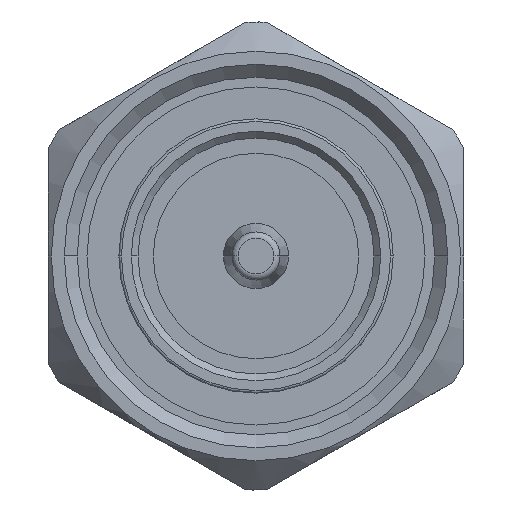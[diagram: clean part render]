
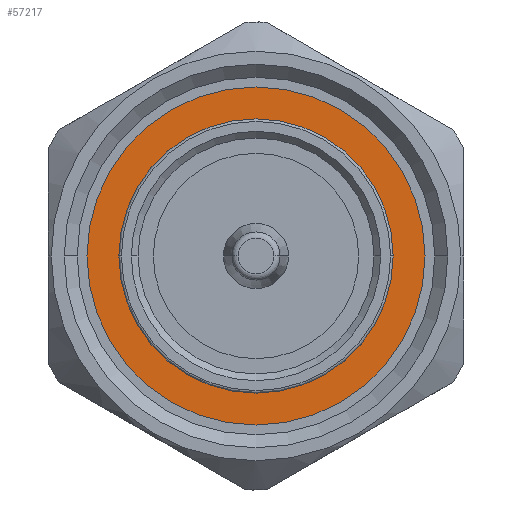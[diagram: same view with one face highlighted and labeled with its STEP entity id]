
A CAD part, left-side view. The second image highlights one B-rep face of the part: STEP entity #57217.
In plain terms, the highlighted planar face has unit normal (-1, 0, 0).
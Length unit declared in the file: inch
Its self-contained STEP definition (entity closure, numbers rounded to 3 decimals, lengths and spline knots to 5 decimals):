
#131 = EDGE_CURVE ( 'NONE', #57220, #2755, #32950, .T. ) ;
#567 = CARTESIAN_POINT ( 'NONE',  ( 0.18197, 0., 0.51181 ) ) ;
#1044 = EDGE_LOOP ( 'NONE', ( #33064, #42204 ) ) ;
#1264 = CARTESIAN_POINT ( 'NONE',  ( 0.18197, 0., 0.41142 ) ) ;
#1772 = ORIENTED_EDGE ( 'NONE', *, *, #7402, .F. ) ;
#2755 = VERTEX_POINT ( 'NONE', #567 ) ;
#4624 = CARTESIAN_POINT ( 'NONE',  ( 0.18197, 0., 0. ) ) ;
#7402 = EDGE_CURVE ( 'NONE', #8960, #63335, #30469, .T. ) ;
#7817 = AXIS2_PLACEMENT_3D ( 'NONE', #49402, #34243, #64918 ) ;
#8960 = VERTEX_POINT ( 'NONE', #56068 ) ;
#10028 = DIRECTION ( 'NONE',  ( 0., 0., -1. ) ) ;
#11430 = ORIENTED_EDGE ( 'NONE', *, *, #54749, .T. ) ;
#12635 = CIRCLE ( 'NONE', #16978, 0.41142 ) ;
#12735 = AXIS2_PLACEMENT_3D ( 'NONE', #23728, #60213, #44005 ) ;
#16978 = AXIS2_PLACEMENT_3D ( 'NONE', #22098, #63612, #38331 ) ;
#17843 = AXIS2_PLACEMENT_3D ( 'NONE', #4624, #45787, #10028 ) ;
#18345 = FACE_BOUND ( 'NONE', #48044, .T. ) ;
#18671 = PLANE ( 'NONE',  #12735 ) ;
#22098 = CARTESIAN_POINT ( 'NONE',  ( 0.18197, 0., 0. ) ) ;
#23373 = AXIS2_PLACEMENT_3D ( 'NONE', #27602, #32673, #27939 ) ;
#23728 = CARTESIAN_POINT ( 'NONE',  ( 0.18197, 0., 0. ) ) ;
#27602 = CARTESIAN_POINT ( 'NONE',  ( 0.18197, 0., 0. ) ) ;
#27939 = DIRECTION ( 'NONE',  ( 0., 0., -1. ) ) ;
#30469 = CIRCLE ( 'NONE', #7817, 0.41142 ) ;
#32673 = DIRECTION ( 'NONE',  ( 1., 0., 0. ) ) ;
#32950 = CIRCLE ( 'NONE', #17843, 0.51181 ) ;
#33064 = ORIENTED_EDGE ( 'NONE', *, *, #131, .T. ) ;
#34243 = DIRECTION ( 'NONE',  ( -1., 0., 0. ) ) ;
#38331 = DIRECTION ( 'NONE',  ( 0., 0., -1. ) ) ;
#42204 = ORIENTED_EDGE ( 'NONE', *, *, #65884, .F. ) ;
#44005 = DIRECTION ( 'NONE',  ( 0., 0., 1. ) ) ;
#45787 = DIRECTION ( 'NONE',  ( -1., 0., 0. ) ) ;
#48044 = EDGE_LOOP ( 'NONE', ( #11430, #1772 ) ) ;
#49402 = CARTESIAN_POINT ( 'NONE',  ( 0.18197, 0., 0. ) ) ;
#50056 = FACE_OUTER_BOUND ( 'NONE', #1044, .T. ) ;
#51407 = CIRCLE ( 'NONE', #23373, 0.51181 ) ;
#54749 = EDGE_CURVE ( 'NONE', #8960, #63335, #12635, .T. ) ;
#56068 = CARTESIAN_POINT ( 'NONE',  ( 0.18197, 0., -0.41142 ) ) ;
#57217 = ADVANCED_FACE ( 'NONE', ( #18345, #50056 ), #18671, .T. ) ;
#57220 = VERTEX_POINT ( 'NONE', #58880 ) ;
#58880 = CARTESIAN_POINT ( 'NONE',  ( 0.18197, 0., -0.51181 ) ) ;
#60213 = DIRECTION ( 'NONE',  ( -1., 0., 0. ) ) ;
#63335 = VERTEX_POINT ( 'NONE', #1264 ) ;
#63612 = DIRECTION ( 'NONE',  ( 1., 0., 0. ) ) ;
#64918 = DIRECTION ( 'NONE',  ( 0., 0., -1. ) ) ;
#65884 = EDGE_CURVE ( 'NONE', #57220, #2755, #51407, .T. ) ;
